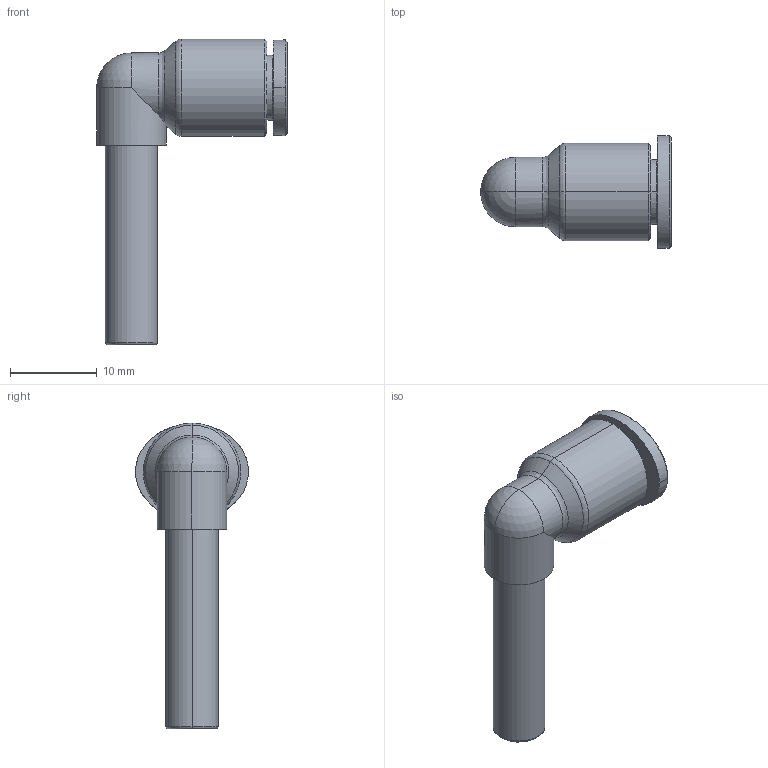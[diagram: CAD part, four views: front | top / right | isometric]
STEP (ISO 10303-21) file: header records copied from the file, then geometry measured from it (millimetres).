
FILE_DESCRIPTION((''),'2;1');
FILE_NAME('GPLJ_06(3D).stp','2012-12-21T10:27:42',(''),(''),'Mechanical Desktop.R8.0.24.0','Mechanical Desktop.R8.0.24.0',', , ');
FILE_SCHEMA(('CONFIG_CONTROL_DESIGN'));
Length unit declared in the file: millimetre
Products named in the file (2): GPLJ_06(3D); ºÎÇ°1
Assembly tree (1 placements, depth 2):
  GPLJ_06(3D)
    ºÎÇ°1
Bounding box: 21.95 x 13 x 35.2 mm (x, y, z)
Volume: 1652.6 mm3; surface area: 2129.1 mm2
Topology: 1 solids, 1 shells, 242 faces, 658 edges, 431 vertices
Faces by surface type: plane 171, bspline 32, cylinder 25, cone 8, torus 4, sphere 2
Entity records: 8573 total; most frequent: CARTESIAN_POINT 2395, ORIENTED_EDGE 1312, DIRECTION 1190, EDGE_CURVE 656, VECTOR 522, LINE 522, VERTEX_POINT 431, AXIS2_PLACEMENT_3D 334
